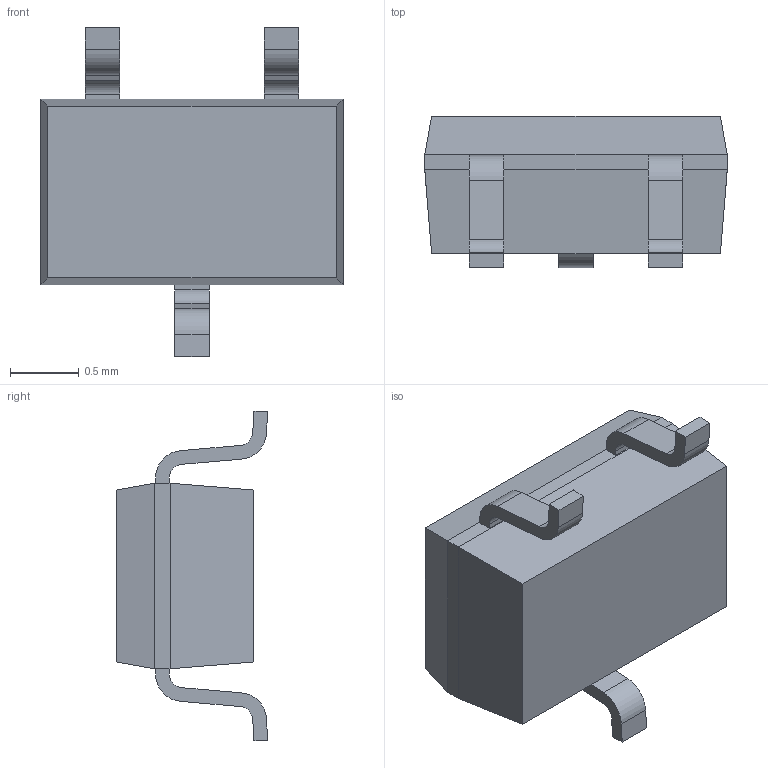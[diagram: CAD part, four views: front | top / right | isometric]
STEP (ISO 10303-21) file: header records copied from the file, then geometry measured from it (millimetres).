
FILE_DESCRIPTION((''),'2;1');
FILE_NAME('SC70-3_P0-65_L2-2_W1-35','2019-10-05T',('Dragos'),(''),'PRO/ENGINEER BY PARAMETRIC TECHNOLOGY CORPORATION, 2004440','PRO/ENGINEER BY PARAMETRIC TECHNOLOGY CORPORATION, 2004440','');
FILE_SCHEMA(('AUTOMOTIVE_DESIGN { 1 0 10303 214 1 1 1 1 }'));
Length unit declared in the file: millimetre
Products named in the file (1): SC70-3_P0-65_L2-2_W1-35
Bounding box: 2.2 x 1.1 x 2.4 mm (x, y, z)
Volume: 2.9 mm3; surface area: 14.5 mm2
Topology: 1 solids, 1 shells, 266 faces, 754 edges, 500 vertices
Faces by surface type: plane 254, cylinder 12
Entity records: 10994 total; most frequent: CARTESIAN_POINT 1522, ORIENTED_EDGE 1508, DIRECTION 1312, PRESENTATION_STYLE_ASSIGNMENT 771, STYLED_ITEM 756, CURVE_STYLE 755, EDGE_CURVE 754, VECTOR 730
